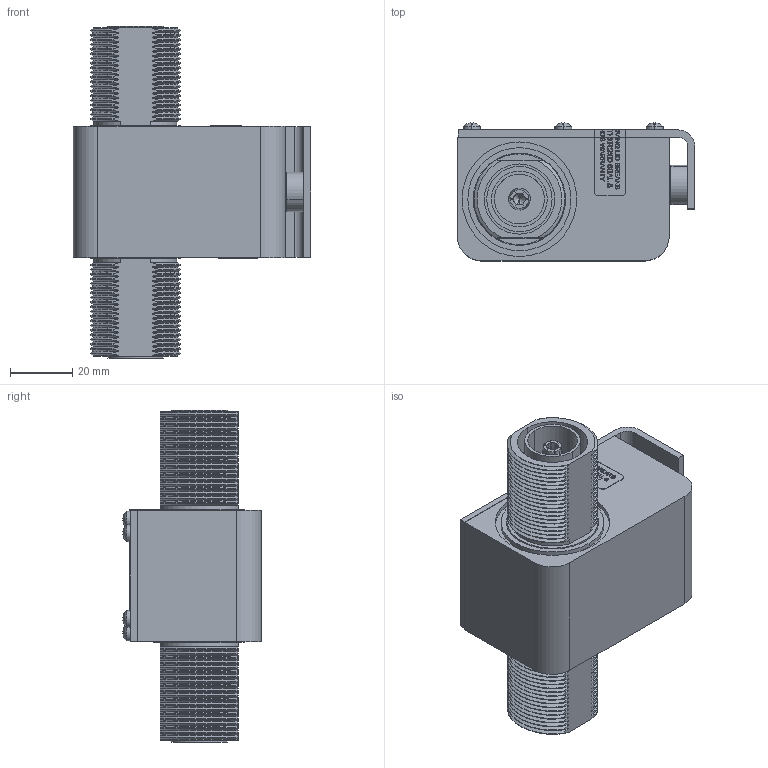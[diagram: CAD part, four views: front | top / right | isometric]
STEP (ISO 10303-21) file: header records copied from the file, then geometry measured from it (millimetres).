
FILE_DESCRIPTION (( 'STEP AP214' ), '1' );
FILE_NAME ('LCSP1037.STEP', '2018-04-17T15:55:29', ( '' ), ( '' ), 'SwSTEP 2.0', 'SolidWorks 2017', '' );
FILE_SCHEMA (( 'AUTOMOTIVE_DESIGN' ));
Length unit declared in the file: inch
Products named in the file (17): 5220-0013; 1708-1211; TEFLON^2171-1308; CRIMPED PIN^2171-1308; 7020-1394; 1081-0251-05; LCSP1037; PRESSFIT COLLAR^2171-1308; BODY^2171-1308; 9020-0070; 2003-3443_BLK; PINCAP^2171-1308; 5330-0199-01; 7020-2798; 7040-0066; 7040-0079; 2171-1308
Assembly tree (23 placements, depth 3):
  LCSP1037
    5330-0199-01
    2171-1308  x2
      BODY^2171-1308
      CRIMPED PIN^2171-1308
      PINCAP^2171-1308
      PRESSFIT COLLAR^2171-1308
      TEFLON^2171-1308
    7040-0066  x2
    7040-0079
    1081-0251-05  x6
    9020-0070
      5220-0013
      1708-1211
    2003-3443_BLK
    7020-1394
    7020-2798
Bounding box: 76.45 x 44.45 x 106.86 mm (x, y, z)
Volume: 111459.8 mm3; surface area: 64495.8 mm2
Topology: 25 solids, 25 shells, 2865 faces, 7429 edges, 4746 vertices
Faces by surface type: plane 1263, cylinder 742, cone 526, bspline 290, torus 44
Entity records: 67182 total; most frequent: CARTESIAN_POINT 19616, ORIENTED_EDGE 9692, DIRECTION 7719, EDGE_CURVE 4846, VERTEX_POINT 3170, LINE 2895, VECTOR 2895, AXIS2_PLACEMENT_3D 2412
